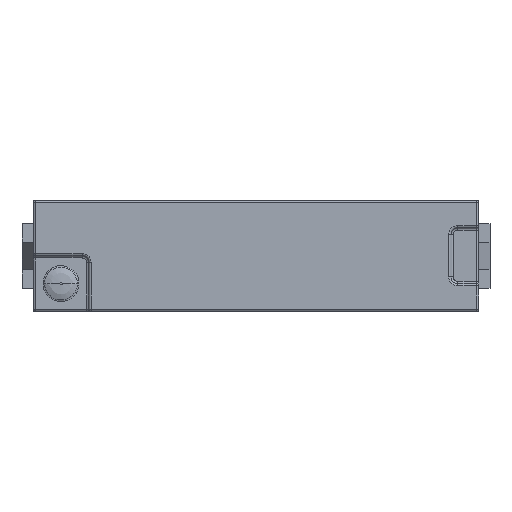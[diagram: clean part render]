
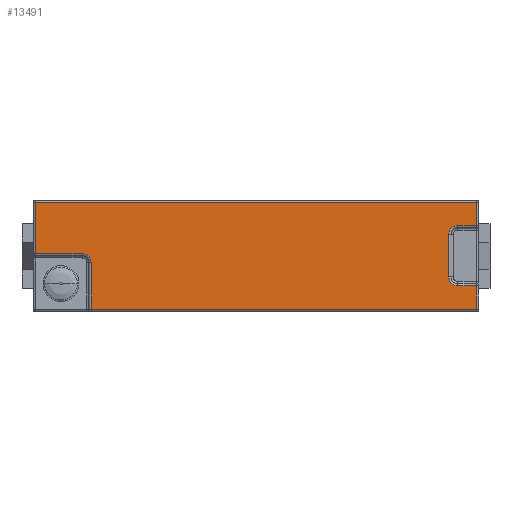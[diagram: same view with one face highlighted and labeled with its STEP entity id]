
A CAD part, top view. The second image highlights one B-rep face of the part: STEP entity #13491.
In plain terms, the highlighted planar face has unit normal (0, 0, 1).
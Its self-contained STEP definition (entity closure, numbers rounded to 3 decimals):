
#18 = DIRECTION ( 'NONE',  ( -1., 0., 0. ) ) ;
#420 = VECTOR ( 'NONE', #7837, 1000. ) ;
#885 = CARTESIAN_POINT ( 'NONE',  ( 9.05, -0.05, 12.8 ) ) ;
#1148 = AXIS2_PLACEMENT_3D ( 'NONE', #4985, #3484, #6686 ) ;
#1428 = ORIENTED_EDGE ( 'NONE', *, *, #11210, .T. ) ;
#1608 = CARTESIAN_POINT ( 'NONE',  ( -10., 1., 12.8 ) ) ;
#2122 = EDGE_CURVE ( 'NONE', #16167, #5560, #6484, .T. ) ;
#2569 = CARTESIAN_POINT ( 'NONE',  ( 9.05, -2.75, 12.8 ) ) ;
#2711 = CARTESIAN_POINT ( 'NONE',  ( 0., 0., 12.8 ) ) ;
#3477 = EDGE_LOOP ( 'NONE', ( #14204, #20962, #10321, #18491, #15746, #10236, #4005, #19938, #10071, #1428, #15764, #9443, #4105 ) ) ;
#3484 = DIRECTION ( 'NONE',  ( 0., 0., -1. ) ) ;
#3729 = VERTEX_POINT ( 'NONE', #6130 ) ;
#3967 = VERTEX_POINT ( 'NONE', #7519 ) ;
#4005 = ORIENTED_EDGE ( 'NONE', *, *, #9053, .T. ) ;
#4089 = FACE_OUTER_BOUND ( 'NONE', #3477, .T. ) ;
#4105 = ORIENTED_EDGE ( 'NONE', *, *, #15156, .T. ) ;
#4282 = EDGE_CURVE ( 'NONE', #3967, #16167, #20253, .T. ) ;
#4522 = CARTESIAN_POINT ( 'NONE',  ( 9.9, 1.1, 12.8 ) ) ;
#4530 = VECTOR ( 'NONE', #15624, 1000. ) ;
#4725 = DIRECTION ( 'NONE',  ( 0., 1., 0. ) ) ;
#4985 = CARTESIAN_POINT ( 'NONE',  ( 9.05, -0.45, 12.8 ) ) ;
#5103 = VECTOR ( 'NONE', #20938, 1000. ) ;
#5381 = CARTESIAN_POINT ( 'NONE',  ( 9.9, -0.05, 12.8 ) ) ;
#5560 = VERTEX_POINT ( 'NONE', #7266 ) ;
#5577 = VERTEX_POINT ( 'NONE', #13752 ) ;
#5763 = EDGE_CURVE ( 'NONE', #16883, #6997, #8271, .T. ) ;
#6015 = VERTEX_POINT ( 'NONE', #15695 ) ;
#6070 = EDGE_CURVE ( 'NONE', #6267, #10125, #16005, .T. ) ;
#6130 = CARTESIAN_POINT ( 'NONE',  ( -7.4, -3.8, 12.8 ) ) ;
#6267 = VERTEX_POINT ( 'NONE', #18627 ) ;
#6413 = CARTESIAN_POINT ( 'NONE',  ( 9.9, -3.8, 12.8 ) ) ;
#6484 = CIRCLE ( 'NONE', #8199, 0.4 ) ;
#6557 = CARTESIAN_POINT ( 'NONE',  ( 10., -0.05, 12.8 ) ) ;
#6686 = DIRECTION ( 'NONE',  ( 1., 0., 0. ) ) ;
#6997 = VERTEX_POINT ( 'NONE', #5381 ) ;
#7266 = CARTESIAN_POINT ( 'NONE',  ( 8.65, -2.35, 12.8 ) ) ;
#7519 = CARTESIAN_POINT ( 'NONE',  ( 9.9, -2.75, 12.8 ) ) ;
#7548 = CARTESIAN_POINT ( 'NONE',  ( -7.8, -1.3, 12.8 ) ) ;
#7609 = EDGE_CURVE ( 'NONE', #5560, #5577, #13423, .T. ) ;
#7685 = DIRECTION ( 'NONE',  ( 1., 0., 0. ) ) ;
#7815 = DIRECTION ( 'NONE',  ( 0., 0., 1. ) ) ;
#7837 = DIRECTION ( 'NONE',  ( 1., 0., 0. ) ) ;
#8199 = AXIS2_PLACEMENT_3D ( 'NONE', #18146, #8692, #16551 ) ;
#8271 = LINE ( 'NONE', #6557, #20475 ) ;
#8638 = DIRECTION ( 'NONE',  ( 0., 1., 0. ) ) ;
#8692 = DIRECTION ( 'NONE',  ( 0., 0., -1. ) ) ;
#8712 = VECTOR ( 'NONE', #12874, 1000. ) ;
#9053 = EDGE_CURVE ( 'NONE', #6997, #6267, #9326, .T. ) ;
#9230 = AXIS2_PLACEMENT_3D ( 'NONE', #2711, #7815, #17699 ) ;
#9326 = LINE ( 'NONE', #4522, #12530 ) ;
#9443 = ORIENTED_EDGE ( 'NONE', *, *, #17982, .T. ) ;
#9980 = EDGE_CURVE ( 'NONE', #10125, #16189, #19497, .T. ) ;
#10025 = VECTOR ( 'NONE', #17214, 1000. ) ;
#10071 = ORIENTED_EDGE ( 'NONE', *, *, #9980, .T. ) ;
#10125 = VERTEX_POINT ( 'NONE', #17037 ) ;
#10214 = CARTESIAN_POINT ( 'NONE',  ( 8.65, -0.45, 12.8 ) ) ;
#10236 = ORIENTED_EDGE ( 'NONE', *, *, #5763, .T. ) ;
#10321 = ORIENTED_EDGE ( 'NONE', *, *, #2122, .T. ) ;
#11006 = EDGE_CURVE ( 'NONE', #6015, #14534, #16769, .T. ) ;
#11083 = CARTESIAN_POINT ( 'NONE',  ( -9.9, -1.4, 12.8 ) ) ;
#11210 = EDGE_CURVE ( 'NONE', #16189, #6015, #12313, .T. ) ;
#11587 = VECTOR ( 'NONE', #18, 1000. ) ;
#11730 = CARTESIAN_POINT ( 'NONE',  ( -7.4, -1.7, 12.8 ) ) ;
#12243 = EDGE_CURVE ( 'NONE', #19759, #3967, #15284, .T. ) ;
#12313 = LINE ( 'NONE', #7548, #4530 ) ;
#12530 = VECTOR ( 'NONE', #4725, 1000. ) ;
#12691 = CIRCLE ( 'NONE', #1148, 0.4 ) ;
#12874 = DIRECTION ( 'NONE',  ( 0., -1., 0. ) ) ;
#13029 = CARTESIAN_POINT ( 'NONE',  ( 9.05, -2.75, 12.8 ) ) ;
#13423 = LINE ( 'NONE', #10214, #14226 ) ;
#13491 = ADVANCED_FACE ( 'NONE', ( #4089 ), #15485, .T. ) ;
#13752 = CARTESIAN_POINT ( 'NONE',  ( 8.65, -0.45, 12.8 ) ) ;
#14204 = ORIENTED_EDGE ( 'NONE', *, *, #12243, .T. ) ;
#14226 = VECTOR ( 'NONE', #8638, 1000. ) ;
#14534 = VERTEX_POINT ( 'NONE', #11730 ) ;
#14836 = EDGE_CURVE ( 'NONE', #5577, #16883, #12691, .T. ) ;
#15156 = EDGE_CURVE ( 'NONE', #3729, #19759, #17416, .T. ) ;
#15284 = LINE ( 'NONE', #18803, #10025 ) ;
#15408 = AXIS2_PLACEMENT_3D ( 'NONE', #16747, #17661, #7685 ) ;
#15485 = PLANE ( 'NONE',  #9230 ) ;
#15624 = DIRECTION ( 'NONE',  ( 1., 0., 0. ) ) ;
#15649 = DIRECTION ( 'NONE',  ( -1., 0., 0. ) ) ;
#15695 = CARTESIAN_POINT ( 'NONE',  ( -7.8, -1.3, 12.8 ) ) ;
#15746 = ORIENTED_EDGE ( 'NONE', *, *, #14836, .T. ) ;
#15764 = ORIENTED_EDGE ( 'NONE', *, *, #11006, .T. ) ;
#15890 = LINE ( 'NONE', #17685, #5103 ) ;
#16005 = LINE ( 'NONE', #1608, #11587 ) ;
#16167 = VERTEX_POINT ( 'NONE', #13029 ) ;
#16189 = VERTEX_POINT ( 'NONE', #16446 ) ;
#16446 = CARTESIAN_POINT ( 'NONE',  ( -9.9, -1.3, 12.8 ) ) ;
#16551 = DIRECTION ( 'NONE',  ( 1., 0., 0. ) ) ;
#16747 = CARTESIAN_POINT ( 'NONE',  ( -7.8, -1.7, 12.8 ) ) ;
#16769 = CIRCLE ( 'NONE', #15408, 0.4 ) ;
#16883 = VERTEX_POINT ( 'NONE', #885 ) ;
#17037 = CARTESIAN_POINT ( 'NONE',  ( -9.9, 1., 12.8 ) ) ;
#17214 = DIRECTION ( 'NONE',  ( 0., 1., 0. ) ) ;
#17416 = LINE ( 'NONE', #19108, #420 ) ;
#17661 = DIRECTION ( 'NONE',  ( 0., 0., -1. ) ) ;
#17685 = CARTESIAN_POINT ( 'NONE',  ( -7.4, -3.9, 12.8 ) ) ;
#17699 = DIRECTION ( 'NONE',  ( 1., 0., 0. ) ) ;
#17728 = DIRECTION ( 'NONE',  ( 1., 0., 0. ) ) ;
#17982 = EDGE_CURVE ( 'NONE', #14534, #3729, #15890, .T. ) ;
#18146 = CARTESIAN_POINT ( 'NONE',  ( 9.05, -2.35, 12.8 ) ) ;
#18491 = ORIENTED_EDGE ( 'NONE', *, *, #7609, .T. ) ;
#18627 = CARTESIAN_POINT ( 'NONE',  ( 9.9, 1., 12.8 ) ) ;
#18803 = CARTESIAN_POINT ( 'NONE',  ( 9.9, -2.65, 12.8 ) ) ;
#19108 = CARTESIAN_POINT ( 'NONE',  ( 10., -3.8, 12.8 ) ) ;
#19497 = LINE ( 'NONE', #11083, #8712 ) ;
#19759 = VERTEX_POINT ( 'NONE', #6413 ) ;
#19938 = ORIENTED_EDGE ( 'NONE', *, *, #6070, .T. ) ;
#20253 = LINE ( 'NONE', #2569, #20904 ) ;
#20475 = VECTOR ( 'NONE', #17728, 1000. ) ;
#20904 = VECTOR ( 'NONE', #15649, 1000. ) ;
#20938 = DIRECTION ( 'NONE',  ( 0., -1., 0. ) ) ;
#20962 = ORIENTED_EDGE ( 'NONE', *, *, #4282, .T. ) ;
